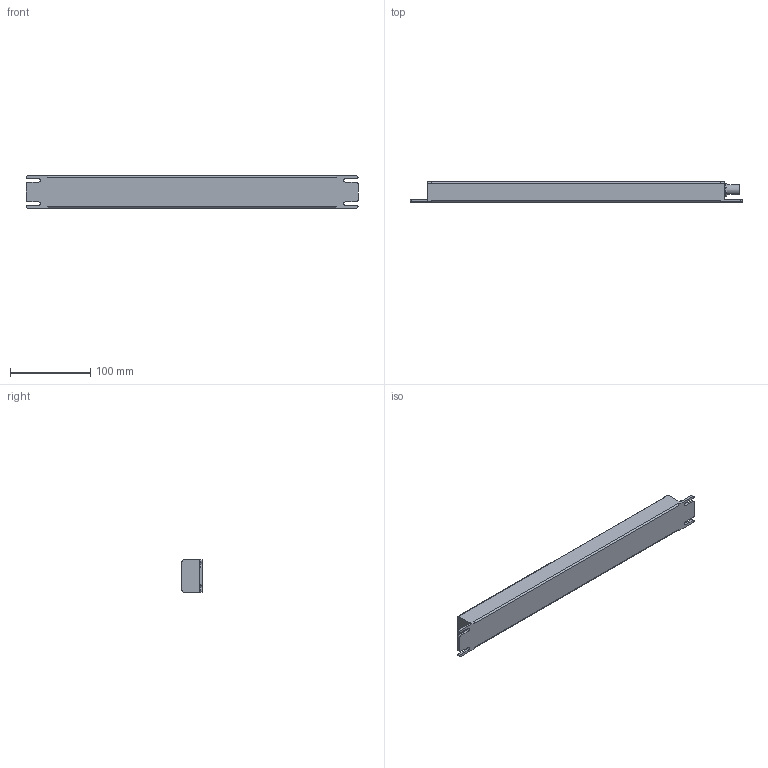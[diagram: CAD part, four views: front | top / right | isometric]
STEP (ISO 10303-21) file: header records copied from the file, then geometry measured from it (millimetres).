
FILE_DESCRIPTION(/* description */ ('Alibre Inc.'),/* implementation_level */ '2;1');
FILE_NAME(/* name */ 'export0',/* time_stamp */ '2016-04-04T09:45:07+02:00',/* author */ (''),/* organization */ (''),/* preprocessor_version */ 'ST-DEVELOPER v14',/* originating_system */ 'Alibre',/* authorisation */ '');
FILE_SCHEMA (('CONFIG_CONTROL_DESIGN'));
Length unit declared in the file: centimetre
Products named in the file (1): ID_1
Bounding box: 414 x 25 x 40.01 mm (x, y, z)
Volume: 306161 mm3; surface area: 77214.4 mm2
Topology: 1 solids, 2 shells, 132 faces, 333 edges, 211 vertices
Faces by surface type: plane 69, cylinder 55, sphere 8
Full cylindrical faces by diameter (mm): 1.5 x4, 8.25 x1, 10.5 x1, 12 x1
Entity records: 3718 total; most frequent: ORIENTED_EDGE 644, CARTESIAN_POINT 619, DIRECTION 583, EDGE_CURVE 322, AXIS2_PLACEMENT_3D 223, VERTEX_POINT 209, VECTOR 187, LINE 187
